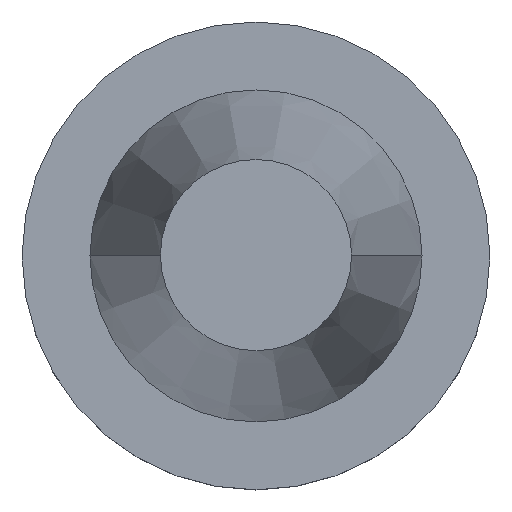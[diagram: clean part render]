
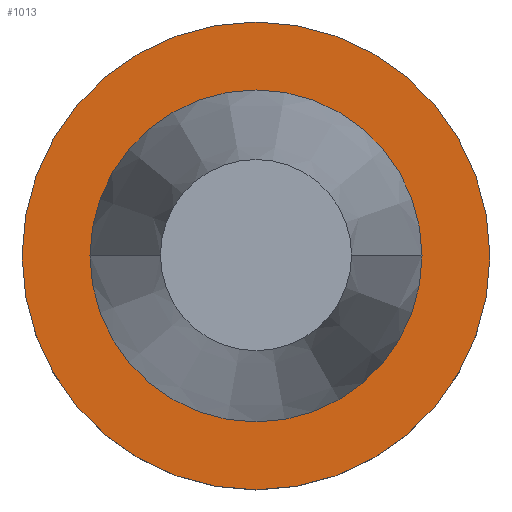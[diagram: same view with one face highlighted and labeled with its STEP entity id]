
A CAD part, top view. The second image highlights one B-rep face of the part: STEP entity #1013.
In plain terms, the highlighted planar face has unit normal (0, 0, 1).
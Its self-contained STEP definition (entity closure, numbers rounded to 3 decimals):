
#135 = EDGE_CURVE ( 'NONE', #969, #181, #384, .T. ) ;
#147 = ORIENTED_EDGE ( 'NONE', *, *, #697, .F. ) ;
#151 = CARTESIAN_POINT ( 'NONE',  ( 0., 0., -1.5 ) ) ;
#154 = EDGE_CURVE ( 'NONE', #1074, #817, #986, .T. ) ;
#173 = CIRCLE ( 'NONE', #321, 49.215 ) ;
#181 = VERTEX_POINT ( 'NONE', #332 ) ;
#182 = FACE_OUTER_BOUND ( 'NONE', #1061, .T. ) ;
#190 = AXIS2_PLACEMENT_3D ( 'NONE', #861, #437, #686 ) ;
#239 = DIRECTION ( 'NONE',  ( 0., 0., 1. ) ) ;
#308 = DIRECTION ( 'NONE',  ( 0., 0., 1. ) ) ;
#320 = DIRECTION ( 'NONE',  ( 1., 0., 0. ) ) ;
#321 = AXIS2_PLACEMENT_3D ( 'NONE', #151, #400, #971 ) ;
#332 = CARTESIAN_POINT ( 'NONE',  ( 49.215, 0., -1.5 ) ) ;
#360 = FACE_BOUND ( 'NONE', #804, .T. ) ;
#384 = CIRCLE ( 'NONE', #743, 49.215 ) ;
#400 = DIRECTION ( 'NONE',  ( 0., 0., 1. ) ) ;
#404 = CARTESIAN_POINT ( 'NONE',  ( 0., 0., -1.5 ) ) ;
#421 = DIRECTION ( 'NONE',  ( 0., 0., 1. ) ) ;
#437 = DIRECTION ( 'NONE',  ( 0., 0., -1. ) ) ;
#456 = ORIENTED_EDGE ( 'NONE', *, *, #154, .F. ) ;
#510 = AXIS2_PLACEMENT_3D ( 'NONE', #404, #239, #587 ) ;
#552 = EDGE_CURVE ( 'NONE', #181, #969, #173, .T. ) ;
#587 = DIRECTION ( 'NONE',  ( 1., 0., 0. ) ) ;
#607 = CARTESIAN_POINT ( 'NONE',  ( 0., 0., -1.5 ) ) ;
#680 = ORIENTED_EDGE ( 'NONE', *, *, #552, .T. ) ;
#686 = DIRECTION ( 'NONE',  ( -1., 0., 0. ) ) ;
#692 = PLANE ( 'NONE',  #190 ) ;
#697 = EDGE_CURVE ( 'NONE', #817, #1074, #725, .T. ) ;
#725 = CIRCLE ( 'NONE', #775, 34.925 ) ;
#743 = AXIS2_PLACEMENT_3D ( 'NONE', #1068, #421, #320 ) ;
#761 = CARTESIAN_POINT ( 'NONE',  ( -49.215, 0., -1.5 ) ) ;
#775 = AXIS2_PLACEMENT_3D ( 'NONE', #607, #308, #798 ) ;
#780 = CARTESIAN_POINT ( 'NONE',  ( -34.925, 0., -1.5 ) ) ;
#798 = DIRECTION ( 'NONE',  ( 1., 0., 0. ) ) ;
#804 = EDGE_LOOP ( 'NONE', ( #147, #456 ) ) ;
#817 = VERTEX_POINT ( 'NONE', #892 ) ;
#861 = CARTESIAN_POINT ( 'NONE',  ( 0., 49.215, -1.5 ) ) ;
#892 = CARTESIAN_POINT ( 'NONE',  ( 34.925, 0., -1.5 ) ) ;
#969 = VERTEX_POINT ( 'NONE', #761 ) ;
#971 = DIRECTION ( 'NONE',  ( 1., 0., 0. ) ) ;
#986 = CIRCLE ( 'NONE', #510, 34.925 ) ;
#1013 = ADVANCED_FACE ( 'NONE', ( #360, #182 ), #692, .F. ) ;
#1050 = ORIENTED_EDGE ( 'NONE', *, *, #135, .T. ) ;
#1061 = EDGE_LOOP ( 'NONE', ( #680, #1050 ) ) ;
#1068 = CARTESIAN_POINT ( 'NONE',  ( 0., 0., -1.5 ) ) ;
#1074 = VERTEX_POINT ( 'NONE', #780 ) ;
